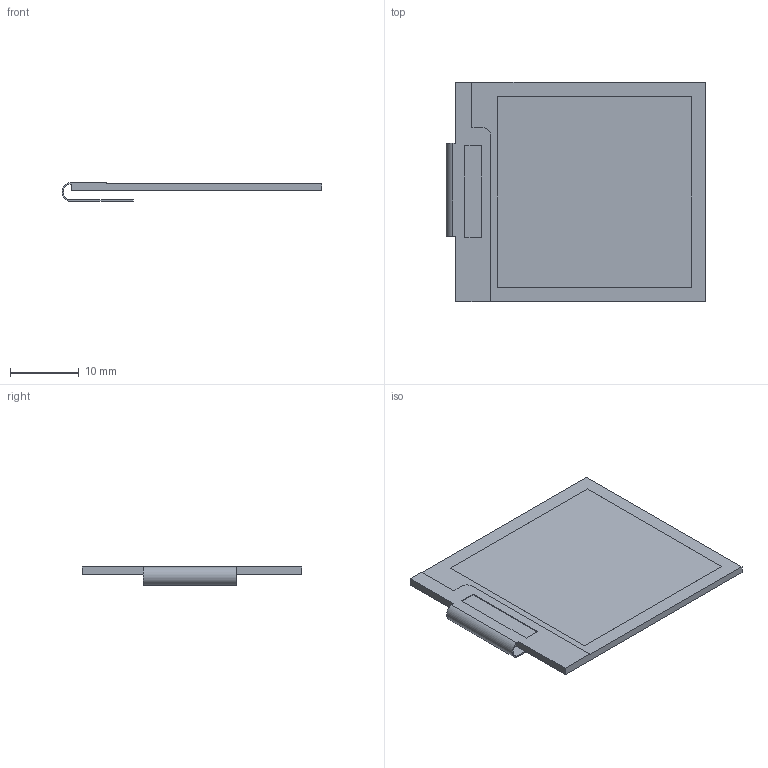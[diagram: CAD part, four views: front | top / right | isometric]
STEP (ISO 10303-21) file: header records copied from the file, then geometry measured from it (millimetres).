
FILE_DESCRIPTION(/* description */ ('STEP AP242','CAx-IF Rec.Pracs.---Representation and Presentation of Product Manufacturing Information (PMI)---4.0---2014-10-13','CAx-IF Rec.Pracs.---3D Tessellated Geometry---0.4---2014-09-14','2;1'),/* implementation_level */ '2;1');
FILE_NAME(/* name */ '68aece634d24607e1887a9bc',/* time_stamp */ '2025-08-27T09:22:44Z',/* author */ (''),/* organization */ (''),/* preprocessor_version */ 'ST-DEVELOPER v20',/* originating_system */ 'ONSHAPE BY PTC INC, 1.202',/* authorisation */ ' ');
FILE_SCHEMA (('AP242_MANAGED_MODEL_BASED_3D_ENGINEERING_MIM_LF { 1 0 10303 442 1 1 4 }'));
Length unit declared in the file: metre
Products named in the file (1): display_eink
Bounding box: 37.68 x 31.83 x 2.63 mm (x, y, z)
Volume: 1217.1 mm3; surface area: 3005.7 mm2
Topology: 1 solids, 21 shells, 323 faces, 765 edges, 511 vertices
Faces by surface type: plane 284, bspline 36, cylinder 3
Entity records: 11857 total; most frequent: CARTESIAN_POINT 3566, ORIENTED_EDGE 1522, DIRECTION 1265, EDGE_CURVE 761, LINE 677, VECTOR 677, VERTEX_POINT 511, EDGE_LOOP 366
